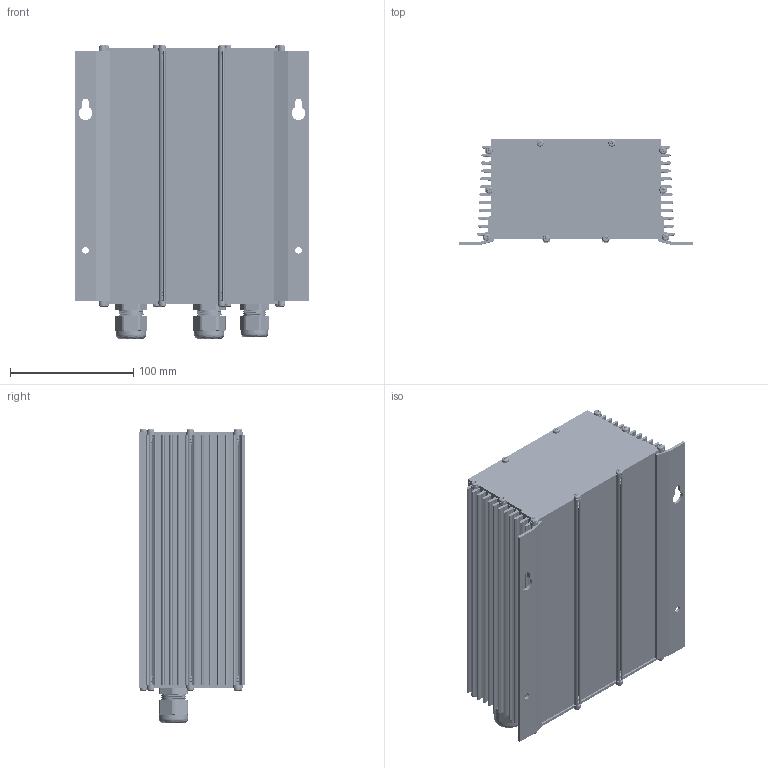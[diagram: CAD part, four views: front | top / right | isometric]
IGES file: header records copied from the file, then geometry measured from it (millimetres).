
Start section: SolidWorks IGES file using analytic representation for surfaces
Global section: file name: TPRO-IGS.IGS; native system: SolidWorks 2014; preprocessor: SolidWorks 2014; author: Administrator; date: 160907.152102; units: millimetre
Bounding box: 190.5 x 85.84 x 238.63 mm (x, y, z)
Surface area: 382770.1 mm2 (no closed solid volume)
Topology: 0 solids, 0 shells, 3291 faces, 38940 edges, 38940 vertices
Faces by surface type: revolution 1654, bspline 1637
